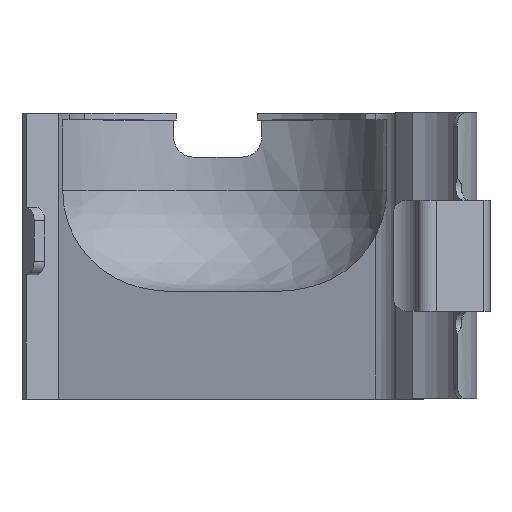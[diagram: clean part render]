
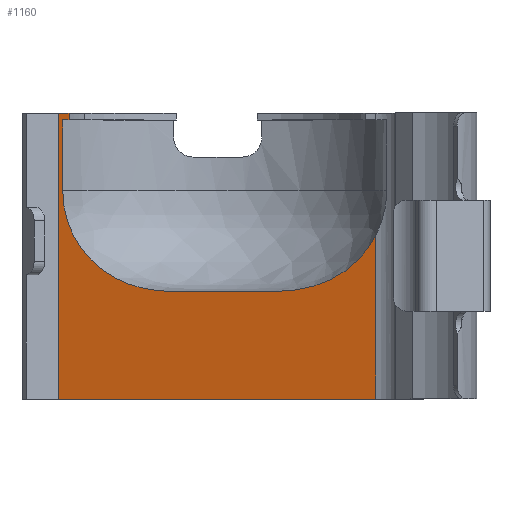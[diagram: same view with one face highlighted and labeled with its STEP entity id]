
A CAD part, top view. The second image highlights one B-rep face of the part: STEP entity #1160.
In plain terms, the highlighted planar face has unit normal (-0.281, 0, 0.96).
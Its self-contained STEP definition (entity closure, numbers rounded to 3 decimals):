
#93=PLANE('',#1279);
#150=FACE_OUTER_BOUND('',#210,.T.);
#210=EDGE_LOOP('',(#1025,#1026,#1027,#1028,#1029,#1030,#1031,#1032,#1033,
#1034));
#232=LINE('',#1712,#333);
#238=LINE('',#1734,#339);
#269=LINE('',#1890,#370);
#307=LINE('',#2146,#408);
#310=LINE('',#2199,#411);
#312=LINE('',#2203,#413);
#313=LINE('',#2204,#414);
#314=LINE('',#2205,#415);
#333=VECTOR('',#1325,10.);
#339=VECTOR('',#1345,10.);
#370=VECTOR('',#1430,10.);
#408=VECTOR('',#1556,10.);
#411=VECTOR('',#1575,10.);
#413=VECTOR('',#1581,10.);
#414=VECTOR('',#1582,10.);
#415=VECTOR('',#1583,10.);
#432=B_SPLINE_CURVE_WITH_KNOTS('',3,(#1918,#1919,#1920,#1921,#1922,#1923,
#1924,#1925,#1926,#1927,#1928,#1929,#1930,#1931,#1932,#1933,#1934,#1935),
 .UNSPECIFIED.,.F.,.F.,(4,2,2,2,2,2,2,2,4),(3.143,3.409,
3.676,3.95,4.224,4.518,4.812,
5.195,5.577),.UNSPECIFIED.);
#433=B_SPLINE_CURVE_WITH_KNOTS('',3,(#1936,#1937,#1938,#1939,#1940,#1941,
#1942,#1943,#1944,#1945,#1946,#1947,#1948,#1949),.UNSPECIFIED.,.F.,.F.,
(4,2,2,2,2,2,4),(6.994,7.377,7.759,8.053,
8.347,8.621,8.772),.UNSPECIFIED.);
#463=VERTEX_POINT('',#1709);
#464=VERTEX_POINT('',#1711);
#472=VERTEX_POINT('',#1731);
#473=VERTEX_POINT('',#1733);
#510=VERTEX_POINT('',#1887);
#511=VERTEX_POINT('',#1888);
#513=VERTEX_POINT('',#1907);
#514=VERTEX_POINT('',#1916);
#554=VERTEX_POINT('',#2143);
#555=VERTEX_POINT('',#2145);
#584=EDGE_CURVE('',#464,#463,#232,.T.);
#595=EDGE_CURVE('',#473,#472,#238,.T.);
#644=EDGE_CURVE('',#511,#510,#269,.T.);
#647=EDGE_CURVE('',#514,#510,#432,.T.);
#648=EDGE_CURVE('',#513,#511,#433,.F.);
#713=EDGE_CURVE('',#554,#555,#307,.T.);
#723=EDGE_CURVE('',#514,#464,#310,.T.);
#725=EDGE_CURVE('',#472,#555,#312,.T.);
#726=EDGE_CURVE('',#513,#554,#313,.T.);
#727=EDGE_CURVE('',#463,#473,#314,.T.);
#1025=ORIENTED_EDGE('',*,*,#725,.T.);
#1026=ORIENTED_EDGE('',*,*,#713,.F.);
#1027=ORIENTED_EDGE('',*,*,#726,.F.);
#1028=ORIENTED_EDGE('',*,*,#648,.T.);
#1029=ORIENTED_EDGE('',*,*,#644,.T.);
#1030=ORIENTED_EDGE('',*,*,#647,.F.);
#1031=ORIENTED_EDGE('',*,*,#723,.T.);
#1032=ORIENTED_EDGE('',*,*,#584,.T.);
#1033=ORIENTED_EDGE('',*,*,#727,.T.);
#1034=ORIENTED_EDGE('',*,*,#595,.T.);
#1160=ADVANCED_FACE('',(#150),#93,.T.);
#1279=AXIS2_PLACEMENT_3D('',#2202,#1579,#1580);
#1325=DIRECTION('',(0.96,0.,0.282));
#1345=DIRECTION('',(-0.96,0.,-0.282));
#1430=DIRECTION('',(-0.96,0.,-0.282));
#1556=DIRECTION('',(-0.96,0.,-0.282));
#1575=DIRECTION('',(0.,1.,0.));
#1579=DIRECTION('center_axis',(-0.282,0.,
0.96));
#1580=DIRECTION('ref_axis',(-0.96,0.,-0.282));
#1581=DIRECTION('',(0.,-1.,0.));
#1582=DIRECTION('',(0.,-1.,0.));
#1583=DIRECTION('',(0.,1.,0.));
#1709=CARTESIAN_POINT('',(-131.313,64.981,-77.967));
#1711=CARTESIAN_POINT('',(-132.246,64.981,-78.241));
#1712=CARTESIAN_POINT('',(-85.11,64.981,-64.412));
#1731=CARTESIAN_POINT('',(-132.902,65.981,-78.434));
#1733=CARTESIAN_POINT('',(-131.313,65.981,-77.967));
#1734=CARTESIAN_POINT('',(-85.727,65.981,-64.593));
#1887=CARTESIAN_POINT('',(-115.439,39.481,-73.31));
#1888=CARTESIAN_POINT('',(-100.944,39.481,-69.058));
#1890=CARTESIAN_POINT('',(-108.808,39.481,-71.365));
#1907=CARTESIAN_POINT('',(-85.727,47.822,-64.593));
#1916=CARTESIAN_POINT('',(-132.246,54.481,-78.241));
#1918=CARTESIAN_POINT('Ctrl Pts',(-132.246,54.481,-78.241));
#1919=CARTESIAN_POINT('Ctrl Pts',(-132.246,53.593,-78.241));
#1920=CARTESIAN_POINT('Ctrl Pts',(-132.161,52.622,-78.216));
#1921=CARTESIAN_POINT('Ctrl Pts',(-131.792,50.723,-78.108));
#1922=CARTESIAN_POINT('Ctrl Pts',(-131.51,49.794,-78.025));
#1923=CARTESIAN_POINT('Ctrl Pts',(-130.84,48.132,-77.829));
#1924=CARTESIAN_POINT('Ctrl Pts',(-130.387,47.249,-77.696));
#1925=CARTESIAN_POINT('Ctrl Pts',(-129.309,45.603,-77.38));
#1926=CARTESIAN_POINT('Ctrl Pts',(-128.684,44.841,-77.196));
#1927=CARTESIAN_POINT('Ctrl Pts',(-127.386,43.516,-76.815));
#1928=CARTESIAN_POINT('Ctrl Pts',(-126.584,42.842,-76.58));
#1929=CARTESIAN_POINT('Ctrl Pts',(-124.859,41.686,-76.074));
#1930=CARTESIAN_POINT('Ctrl Pts',(-123.937,41.205,-75.803));
#1931=CARTESIAN_POINT('Ctrl Pts',(-121.927,40.37,-75.214));
#1932=CARTESIAN_POINT('Ctrl Pts',(-120.637,40.,-74.835));
#1933=CARTESIAN_POINT('Ctrl Pts',(-118.004,39.557,-74.063));
#1934=CARTESIAN_POINT('Ctrl Pts',(-116.662,39.481,-73.669));
#1935=CARTESIAN_POINT('Ctrl Pts',(-115.439,39.481,-73.31));
#1936=CARTESIAN_POINT('Ctrl Pts',(-100.944,39.481,-69.058));
#1937=CARTESIAN_POINT('Ctrl Pts',(-99.721,39.481,-68.699));
#1938=CARTESIAN_POINT('Ctrl Pts',(-98.378,39.557,-68.305));
#1939=CARTESIAN_POINT('Ctrl Pts',(-95.745,40.,-67.532));
#1940=CARTESIAN_POINT('Ctrl Pts',(-94.455,40.37,-67.154));
#1941=CARTESIAN_POINT('Ctrl Pts',(-92.446,41.205,-66.564));
#1942=CARTESIAN_POINT('Ctrl Pts',(-91.523,41.686,-66.294));
#1943=CARTESIAN_POINT('Ctrl Pts',(-89.798,42.842,-65.788));
#1944=CARTESIAN_POINT('Ctrl Pts',(-88.997,43.516,-65.552));
#1945=CARTESIAN_POINT('Ctrl Pts',(-87.698,44.841,-65.171));
#1946=CARTESIAN_POINT('Ctrl Pts',(-87.074,45.603,-64.988));
#1947=CARTESIAN_POINT('Ctrl Pts',(-86.238,46.879,-64.743));
#1948=CARTESIAN_POINT('Ctrl Pts',(-85.967,47.349,-64.663));
#1949=CARTESIAN_POINT('Ctrl Pts',(-85.727,47.822,-64.593));
#2143=CARTESIAN_POINT('',(-85.727,23.481,-64.593));
#2145=CARTESIAN_POINT('',(-132.902,23.481,-78.434));
#2146=CARTESIAN_POINT('',(-85.727,23.481,-64.593));
#2199=CARTESIAN_POINT('',(-132.246,59.481,-78.241));
#2202=CARTESIAN_POINT('Origin',(-85.727,59.481,-64.593));
#2203=CARTESIAN_POINT('',(-132.902,59.481,-78.434));
#2204=CARTESIAN_POINT('',(-85.727,59.481,-64.593));
#2205=CARTESIAN_POINT('',(-131.313,71.481,-77.967));
